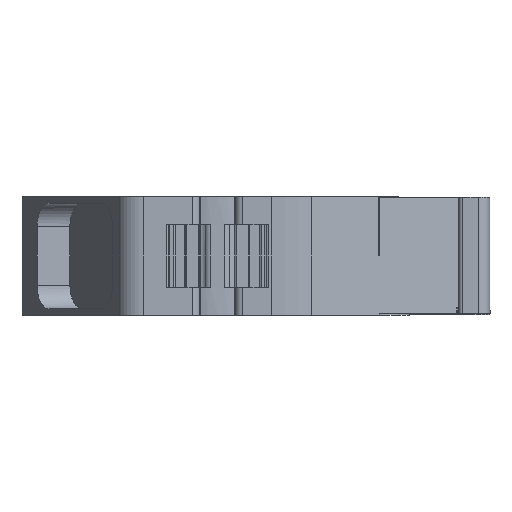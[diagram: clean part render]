
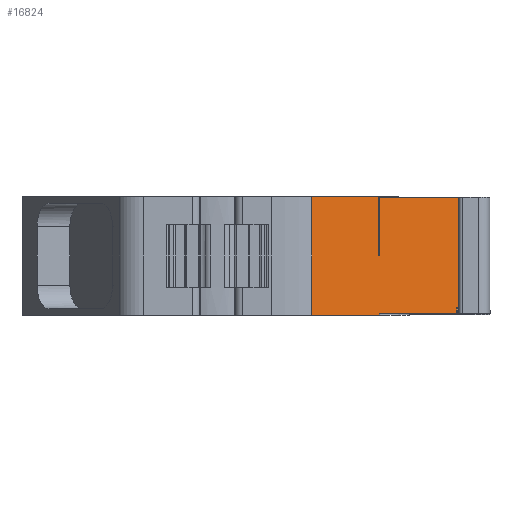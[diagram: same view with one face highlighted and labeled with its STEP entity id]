
A CAD part, left-side view. The second image highlights one B-rep face of the part: STEP entity #16824.
In plain terms, the highlighted planar face has unit normal (-0.966, -0.259, 0).
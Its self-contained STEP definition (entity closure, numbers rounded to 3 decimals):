
#324 = DIRECTION ( 'NONE',  ( 0., 0., -1. ) ) ;
#327 = LINE ( 'NONE', #332, #6332 ) ;
#332 = CARTESIAN_POINT ( 'NONE',  ( 1281.507, 408.243, -113.666 ) ) ;
#578 = LINE ( 'NONE', #581, #6420 ) ;
#581 = CARTESIAN_POINT ( 'NONE',  ( 1279.188, 416.897, 15.1 ) ) ;
#582 = DIRECTION ( 'NONE',  ( -0.259, 0.966, 0. ) ) ;
#705 = CARTESIAN_POINT ( 'NONE',  ( 1279.188, 416.897, -113.666 ) ) ;
#707 = DIRECTION ( 'NONE',  ( 0., 0., -1. ) ) ;
#709 = LINE ( 'NONE', #705, #6467 ) ;
#806 = CARTESIAN_POINT ( 'NONE',  ( 1281.507, 408.243, 0.15 ) ) ;
#808 = DIRECTION ( 'NONE',  ( 0.259, -0.966, 0. ) ) ;
#817 = CARTESIAN_POINT ( 'NONE',  ( 1279.188, 416.897, -0.1 ) ) ;
#821 = LINE ( 'NONE', #806, #6555 ) ;
#832 = LINE ( 'NONE', #817, #6530 ) ;
#883 = DIRECTION ( 'NONE',  ( 0., 0., 1. ) ) ;
#1061 = CARTESIAN_POINT ( 'NONE',  ( 1284.163, 398.328, 0.85 ) ) ;
#1070 = CARTESIAN_POINT ( 'NONE',  ( 1284.163, 398.328, 0.15 ) ) ;
#1459 = CARTESIAN_POINT ( 'NONE',  ( 1281.507, 408.243, 7.5 ) ) ;
#1463 = CARTESIAN_POINT ( 'NONE',  ( 1281.48, 408.343, 7.5 ) ) ;
#1504 = CARTESIAN_POINT ( 'NONE',  ( 1281.48, 408.343, 15.1 ) ) ;
#1557 = CARTESIAN_POINT ( 'NONE',  ( 1284.786, 396.006, 15.05 ) ) ;
#1590 = CARTESIAN_POINT ( 'NONE',  ( 1281.507, 408.243, 15.05 ) ) ;
#1592 = CARTESIAN_POINT ( 'NONE',  ( 1284.786, 396.006, 0.85 ) ) ;
#1638 = CARTESIAN_POINT ( 'NONE',  ( 1281.507, 408.243, 0.15 ) ) ;
#1640 = CARTESIAN_POINT ( 'NONE',  ( 1279.188, 416.897, -0.1 ) ) ;
#1709 = CARTESIAN_POINT ( 'NONE',  ( 1279.188, 416.897, 15.1 ) ) ;
#1784 = CARTESIAN_POINT ( 'NONE',  ( 1281.507, 408.243, -0.1 ) ) ;
#1967 = DIRECTION ( 'NONE',  ( 0., 0., 1. ) ) ;
#1997 = LINE ( 'NONE', #2002, #6691 ) ;
#2002 = CARTESIAN_POINT ( 'NONE',  ( 1284.163, 398.328, -113.666 ) ) ;
#2320 = DIRECTION ( 'NONE',  ( -0.966, -0.259, 0. ) ) ;
#2321 = PLANE ( 'NONE',  #7063 ) ;
#2343 = FACE_OUTER_BOUND ( 'NONE', #5287, .T. ) ;
#2344 = CARTESIAN_POINT ( 'NONE',  ( 1279.188, 416.897, -113.666 ) ) ;
#2353 = DIRECTION ( 'NONE',  ( 0.259, -0.966, 0. ) ) ;
#3859 = EDGE_CURVE ( 'NONE', #11701, #11713, #9497, .T. ) ;
#4262 = EDGE_CURVE ( 'NONE', #11701, #11838, #9176, .T. ) ;
#4266 = EDGE_CURVE ( 'NONE', #4861, #11866, #9229, .T. ) ;
#4286 = EDGE_CURVE ( 'NONE', #11866, #11896, #9253, .T. ) ;
#4302 = EDGE_CURVE ( 'NONE', #11981, #4869, #9330, .T. ) ;
#4315 = EDGE_CURVE ( 'NONE', #11896, #11898, #9407, .T. ) ;
#4347 = EDGE_CURVE ( 'NONE', #11898, #11713, #327, .T. ) ;
#4441 = EDGE_CURVE ( 'NONE', #11838, #12078, #578, .T. ) ;
#4467 = EDGE_CURVE ( 'NONE', #12078, #12044, #709, .T. ) ;
#4506 = EDGE_CURVE ( 'NONE', #12044, #12190, #832, .T. ) ;
#4517 = EDGE_CURVE ( 'NONE', #12190, #11981, #821, .T. ) ;
#4637 = EDGE_CURVE ( 'NONE', #4869, #4861, #1997, .T. ) ;
#4861 = VERTEX_POINT ( 'NONE', #1061 ) ;
#4869 = VERTEX_POINT ( 'NONE', #1070 ) ;
#5287 = EDGE_LOOP ( 'NONE', ( #5718, #5726, #5672, #5712, #5671, #5729, #5704, #5708, #5787, #5713, #5727, #5666 ) ) ;
#5666 = ORIENTED_EDGE ( 'NONE', *, *, #4286, .T. ) ;
#5671 = ORIENTED_EDGE ( 'NONE', *, *, #4441, .T. ) ;
#5672 = ORIENTED_EDGE ( 'NONE', *, *, #3859, .F. ) ;
#5704 = ORIENTED_EDGE ( 'NONE', *, *, #4506, .T. ) ;
#5708 = ORIENTED_EDGE ( 'NONE', *, *, #4517, .T. ) ;
#5712 = ORIENTED_EDGE ( 'NONE', *, *, #4262, .T. ) ;
#5713 = ORIENTED_EDGE ( 'NONE', *, *, #4637, .T. ) ;
#5718 = ORIENTED_EDGE ( 'NONE', *, *, #4315, .T. ) ;
#5726 = ORIENTED_EDGE ( 'NONE', *, *, #4347, .T. ) ;
#5727 = ORIENTED_EDGE ( 'NONE', *, *, #4266, .T. ) ;
#5729 = ORIENTED_EDGE ( 'NONE', *, *, #4467, .T. ) ;
#5787 = ORIENTED_EDGE ( 'NONE', *, *, #4302, .T. ) ;
#6155 = VECTOR ( 'NONE', #9208, 1000. ) ;
#6188 = VECTOR ( 'NONE', #9206, 1000. ) ;
#6245 = VECTOR ( 'NONE', #9264, 1000. ) ;
#6254 = VECTOR ( 'NONE', #9392, 1000. ) ;
#6265 = VECTOR ( 'NONE', #9336, 1000. ) ;
#6332 = VECTOR ( 'NONE', #324, 1000. ) ;
#6420 = VECTOR ( 'NONE', #582, 1000. ) ;
#6467 = VECTOR ( 'NONE', #707, 1000. ) ;
#6530 = VECTOR ( 'NONE', #808, 1000. ) ;
#6555 = VECTOR ( 'NONE', #883, 1000. ) ;
#6691 = VECTOR ( 'NONE', #1967, 1000. ) ;
#7063 = AXIS2_PLACEMENT_3D ( 'NONE', #2344, #2320, #2353 ) ;
#9176 = LINE ( 'NONE', #9178, #6188 ) ;
#9178 = CARTESIAN_POINT ( 'NONE',  ( 1281.48, 408.343, -113.666 ) ) ;
#9205 = CARTESIAN_POINT ( 'NONE',  ( 1279.188, 416.897, 0.85 ) ) ;
#9206 = DIRECTION ( 'NONE',  ( 0., 0., 1. ) ) ;
#9208 = DIRECTION ( 'NONE',  ( 0.259, -0.966, 0. ) ) ;
#9229 = LINE ( 'NONE', #9205, #6155 ) ;
#9253 = LINE ( 'NONE', #9258, #6245 ) ;
#9258 = CARTESIAN_POINT ( 'NONE',  ( 1284.786, 396.006, -113.666 ) ) ;
#9264 = DIRECTION ( 'NONE',  ( 0., 0., 1. ) ) ;
#9330 = LINE ( 'NONE', #9362, #6265 ) ;
#9336 = DIRECTION ( 'NONE',  ( 0.259, -0.966, 0. ) ) ;
#9362 = CARTESIAN_POINT ( 'NONE',  ( 1279.188, 416.897, 0.15 ) ) ;
#9392 = DIRECTION ( 'NONE',  ( -0.259, 0.966, 0. ) ) ;
#9405 = CARTESIAN_POINT ( 'NONE',  ( 1279.188, 416.897, 15.05 ) ) ;
#9407 = LINE ( 'NONE', #9405, #6254 ) ;
#9481 = DIRECTION ( 'NONE',  ( 0.259, -0.966, 0. ) ) ;
#9494 = CARTESIAN_POINT ( 'NONE',  ( 1281.48, 408.343, 7.5 ) ) ;
#9497 = LINE ( 'NONE', #9494, #13311 ) ;
#11701 = VERTEX_POINT ( 'NONE', #1463 ) ;
#11713 = VERTEX_POINT ( 'NONE', #1459 ) ;
#11838 = VERTEX_POINT ( 'NONE', #1504 ) ;
#11866 = VERTEX_POINT ( 'NONE', #1592 ) ;
#11896 = VERTEX_POINT ( 'NONE', #1557 ) ;
#11898 = VERTEX_POINT ( 'NONE', #1590 ) ;
#11981 = VERTEX_POINT ( 'NONE', #1638 ) ;
#12044 = VERTEX_POINT ( 'NONE', #1640 ) ;
#12078 = VERTEX_POINT ( 'NONE', #1709 ) ;
#12190 = VERTEX_POINT ( 'NONE', #1784 ) ;
#13311 = VECTOR ( 'NONE', #9481, 1000. ) ;
#16824 = ADVANCED_FACE ( 'NONE', ( #2343 ), #2321, .T. ) ;
